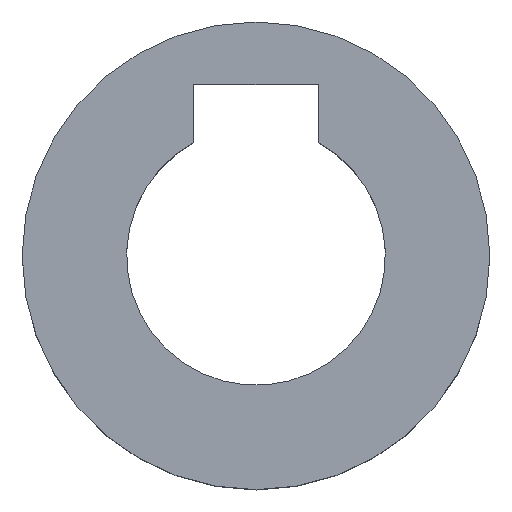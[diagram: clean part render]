
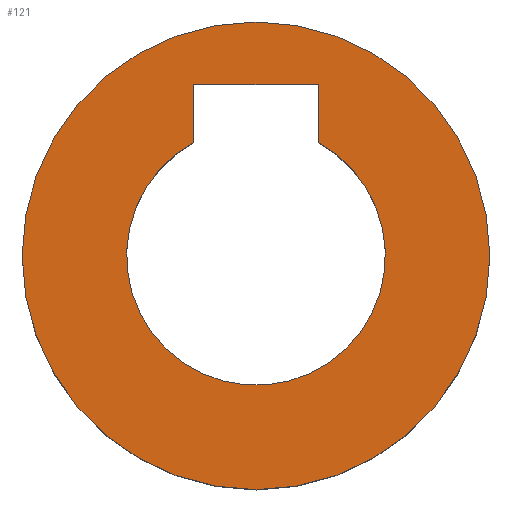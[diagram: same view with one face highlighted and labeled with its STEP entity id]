
A CAD part, top view. The second image highlights one B-rep face of the part: STEP entity #121.
In plain terms, the highlighted planar face has unit normal (0, 0, 1).
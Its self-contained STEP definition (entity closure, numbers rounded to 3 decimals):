
#17=FACE_BOUND('',#49,.T.);
#19=LINE('',#194,#30);
#20=LINE('',#196,#31);
#21=LINE('',#198,#32);
#30=VECTOR('',#159,10.);
#31=VECTOR('',#160,10.);
#32=VECTOR('',#161,10.);
#41=FACE_OUTER_BOUND('',#48,.T.);
#48=EDGE_LOOP('',(#86));
#49=EDGE_LOOP('',(#87,#88,#89,#90));
#57=CIRCLE('',#143,7.5);
#58=CIRCLE('',#144,4.15);
#61=VERTEX_POINT('',#190);
#62=VERTEX_POINT('',#192);
#63=VERTEX_POINT('',#193);
#64=VERTEX_POINT('',#195);
#65=VERTEX_POINT('',#197);
#71=EDGE_CURVE('',#61,#61,#57,.T.);
#72=EDGE_CURVE('',#62,#63,#19,.T.);
#73=EDGE_CURVE('',#63,#64,#20,.T.);
#74=EDGE_CURVE('',#64,#65,#21,.T.);
#75=EDGE_CURVE('',#65,#62,#58,.T.);
#86=ORIENTED_EDGE('',*,*,#71,.T.);
#87=ORIENTED_EDGE('',*,*,#72,.T.);
#88=ORIENTED_EDGE('',*,*,#73,.T.);
#89=ORIENTED_EDGE('',*,*,#74,.T.);
#90=ORIENTED_EDGE('',*,*,#75,.T.);
#116=PLANE('',#142);
#121=ADVANCED_FACE('',(#41,#17),#116,.T.);
#142=AXIS2_PLACEMENT_3D('',#189,#155,#156);
#143=AXIS2_PLACEMENT_3D('',#191,#157,#158);
#144=AXIS2_PLACEMENT_3D('',#199,#162,#163);
#155=DIRECTION('center_axis',(0.,0.,1.));
#156=DIRECTION('ref_axis',(1.,0.,0.));
#157=DIRECTION('center_axis',(0.,0.,1.));
#158=DIRECTION('ref_axis',(1.,0.,0.));
#159=DIRECTION('',(0.,1.,0.));
#160=DIRECTION('',(1.,0.,0.));
#161=DIRECTION('',(0.,-1.,0.));
#162=DIRECTION('center_axis',(0.,0.,-1.));
#163=DIRECTION('ref_axis',(1.,0.,0.));
#189=CARTESIAN_POINT('Origin',(75.,-25.,6.));
#190=CARTESIAN_POINT('',(67.5,-25.,6.));
#191=CARTESIAN_POINT('Origin',(75.,-25.,6.));
#192=CARTESIAN_POINT('',(73.,-21.364,6.));
#193=CARTESIAN_POINT('',(73.,-19.5,6.));
#194=CARTESIAN_POINT('',(73.,-19.5,6.));
#195=CARTESIAN_POINT('',(77.,-19.5,6.));
#196=CARTESIAN_POINT('',(77.,-19.5,6.));
#197=CARTESIAN_POINT('',(77.,-21.364,6.));
#198=CARTESIAN_POINT('',(77.,-30.5,6.));
#199=CARTESIAN_POINT('Origin',(75.,-25.,6.));
